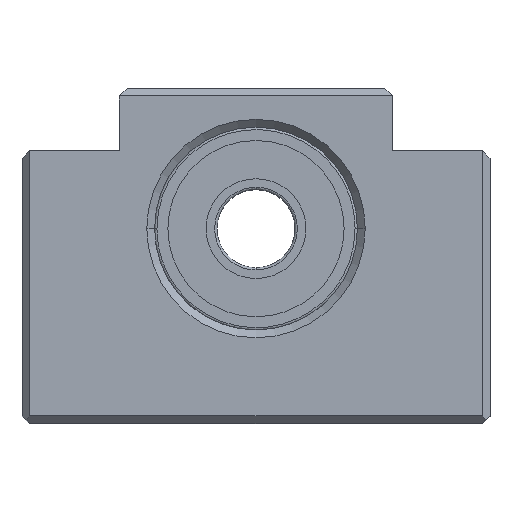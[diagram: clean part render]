
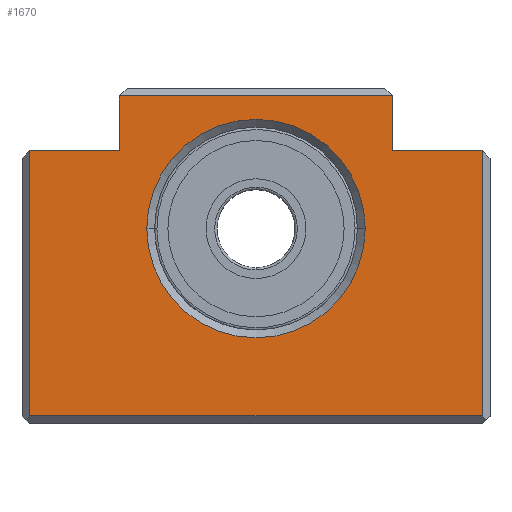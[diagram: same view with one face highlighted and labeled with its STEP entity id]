
A CAD part, top view. The second image highlights one B-rep face of the part: STEP entity #1670.
In plain terms, the highlighted planar face has unit normal (0, 0, 1).
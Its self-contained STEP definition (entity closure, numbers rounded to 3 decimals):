
#14 = CARTESIAN_POINT ( 'NONE',  ( -29., 10., 0. ) ) ;
#25 = EDGE_CURVE ( 'NONE', #1995, #1865, #3105, .T. ) ;
#132 = EDGE_CURVE ( 'NONE', #1059, #2602, #1300, .T. ) ;
#203 = CARTESIAN_POINT ( 'NONE',  ( -16.5, 17., 0. ) ) ;
#219 = ORIENTED_EDGE ( 'NONE', *, *, #3322, .T. ) ;
#226 = DIRECTION ( 'NONE',  ( 0., 1., 0. ) ) ;
#279 = AXIS2_PLACEMENT_3D ( 'NONE', #677, #310, #3606 ) ;
#302 = CARTESIAN_POINT ( 'NONE',  ( 0., 0., 0. ) ) ;
#310 = DIRECTION ( 'NONE',  ( 0., 0., -1. ) ) ;
#339 = CARTESIAN_POINT ( 'NONE',  ( 29., -24., 0. ) ) ;
#367 = LINE ( 'NONE', #3662, #1616 ) ;
#371 = LINE ( 'NONE', #3664, #1314 ) ;
#396 = VERTEX_POINT ( 'NONE', #453 ) ;
#453 = CARTESIAN_POINT ( 'NONE',  ( -17.5, 10., 0. ) ) ;
#459 = ORIENTED_EDGE ( 'NONE', *, *, #2963, .T. ) ;
#460 = LINE ( 'NONE', #1661, #3590 ) ;
#472 = ORIENTED_EDGE ( 'NONE', *, *, #2724, .T. ) ;
#574 = LINE ( 'NONE', #203, #2451 ) ;
#588 = CIRCLE ( 'NONE', #279, 14. ) ;
#598 = CARTESIAN_POINT ( 'NONE',  ( 17.5, 17., 0. ) ) ;
#659 = ORIENTED_EDGE ( 'NONE', *, *, #132, .T. ) ;
#667 = VECTOR ( 'NONE', #2358, 1000. ) ;
#677 = CARTESIAN_POINT ( 'NONE',  ( 0., 0., 0. ) ) ;
#764 = EDGE_CURVE ( 'NONE', #2602, #1059, #588, .T. ) ;
#766 = AXIS2_PLACEMENT_3D ( 'NONE', #302, #3210, #2842 ) ;
#794 = ORIENTED_EDGE ( 'NONE', *, *, #1095, .T. ) ;
#801 = DIRECTION ( 'NONE',  ( 0., -1., 0. ) ) ;
#849 = ORIENTED_EDGE ( 'NONE', *, *, #25, .T. ) ;
#893 = VERTEX_POINT ( 'NONE', #2076 ) ;
#958 = CARTESIAN_POINT ( 'NONE',  ( 29., 10., 0. ) ) ;
#1059 = VERTEX_POINT ( 'NONE', #3609 ) ;
#1095 = EDGE_CURVE ( 'NONE', #2337, #1974, #1363, .T. ) ;
#1177 = CARTESIAN_POINT ( 'NONE',  ( -29., -24., 0. ) ) ;
#1189 = CARTESIAN_POINT ( 'NONE',  ( -29., -24., 0. ) ) ;
#1190 = CARTESIAN_POINT ( 'NONE',  ( 17.5, 17., 0. ) ) ;
#1266 = DIRECTION ( 'NONE',  ( -1., 0., 0. ) ) ;
#1300 = CIRCLE ( 'NONE', #766, 14. ) ;
#1314 = VECTOR ( 'NONE', #3291, 1000. ) ;
#1363 = LINE ( 'NONE', #598, #1733 ) ;
#1415 = EDGE_CURVE ( 'NONE', #2464, #2533, #1571, .T. ) ;
#1571 = LINE ( 'NONE', #1189, #3025 ) ;
#1616 = VECTOR ( 'NONE', #3287, 1000. ) ;
#1661 = CARTESIAN_POINT ( 'NONE',  ( 17.5, 10., 0. ) ) ;
#1670 = ADVANCED_FACE ( 'NONE', ( #2668, #2300 ), #3546, .F. ) ;
#1685 = DIRECTION ( 'NONE',  ( -1., 0., 0. ) ) ;
#1733 = VECTOR ( 'NONE', #226, 1000. ) ;
#1755 = ORIENTED_EDGE ( 'NONE', *, *, #764, .T. ) ;
#1829 = ORIENTED_EDGE ( 'NONE', *, *, #2990, .T. ) ;
#1865 = VERTEX_POINT ( 'NONE', #958 ) ;
#1974 = VERTEX_POINT ( 'NONE', #1190 ) ;
#1980 = DIRECTION ( 'NONE',  ( 0., -1., 0. ) ) ;
#1995 = VERTEX_POINT ( 'NONE', #339 ) ;
#2058 = DIRECTION ( 'NONE',  ( 0., 0., -1. ) ) ;
#2076 = CARTESIAN_POINT ( 'NONE',  ( -17.5, 17., 0. ) ) ;
#2300 = FACE_OUTER_BOUND ( 'NONE', #2688, .T. ) ;
#2337 = VERTEX_POINT ( 'NONE', #3642 ) ;
#2341 = CARTESIAN_POINT ( 'NONE',  ( -17.5, 17., 0. ) ) ;
#2358 = DIRECTION ( 'NONE',  ( 0., 1., 0. ) ) ;
#2383 = ORIENTED_EDGE ( 'NONE', *, *, #1415, .T. ) ;
#2410 = EDGE_CURVE ( 'NONE', #2533, #1995, #367, .T. ) ;
#2417 = CARTESIAN_POINT ( 'NONE',  ( 0., 0., 0. ) ) ;
#2451 = VECTOR ( 'NONE', #3486, 1000. ) ;
#2464 = VERTEX_POINT ( 'NONE', #14 ) ;
#2533 = VERTEX_POINT ( 'NONE', #1177 ) ;
#2602 = VERTEX_POINT ( 'NONE', #2867 ) ;
#2668 = FACE_BOUND ( 'NONE', #3575, .T. ) ;
#2688 = EDGE_LOOP ( 'NONE', ( #459, #2383, #3650, #849, #472, #794, #1829, #219 ) ) ;
#2715 = LINE ( 'NONE', #2341, #3498 ) ;
#2724 = EDGE_CURVE ( 'NONE', #1865, #2337, #460, .T. ) ;
#2735 = CARTESIAN_POINT ( 'NONE',  ( 29., 9., 0. ) ) ;
#2842 = DIRECTION ( 'NONE',  ( -1., 0., 0. ) ) ;
#2867 = CARTESIAN_POINT ( 'NONE',  ( 14., 0., 0. ) ) ;
#2963 = EDGE_CURVE ( 'NONE', #396, #2464, #371, .T. ) ;
#2990 = EDGE_CURVE ( 'NONE', #1974, #893, #574, .T. ) ;
#3025 = VECTOR ( 'NONE', #801, 1000. ) ;
#3046 = AXIS2_PLACEMENT_3D ( 'NONE', #2417, #2058, #1685 ) ;
#3105 = LINE ( 'NONE', #2735, #667 ) ;
#3210 = DIRECTION ( 'NONE',  ( 0., 0., -1. ) ) ;
#3287 = DIRECTION ( 'NONE',  ( 1., 0., 0. ) ) ;
#3291 = DIRECTION ( 'NONE',  ( -1., 0., 0. ) ) ;
#3322 = EDGE_CURVE ( 'NONE', #893, #396, #2715, .T. ) ;
#3486 = DIRECTION ( 'NONE',  ( -1., 0., 0. ) ) ;
#3498 = VECTOR ( 'NONE', #1980, 1000. ) ;
#3546 = PLANE ( 'NONE',  #3046 ) ;
#3575 = EDGE_LOOP ( 'NONE', ( #1755, #659 ) ) ;
#3590 = VECTOR ( 'NONE', #1266, 1000. ) ;
#3606 = DIRECTION ( 'NONE',  ( -1., 0., 0. ) ) ;
#3609 = CARTESIAN_POINT ( 'NONE',  ( -14., 0., 0. ) ) ;
#3642 = CARTESIAN_POINT ( 'NONE',  ( 17.5, 10., 0. ) ) ;
#3650 = ORIENTED_EDGE ( 'NONE', *, *, #2410, .T. ) ;
#3662 = CARTESIAN_POINT ( 'NONE',  ( 29., -24., 0. ) ) ;
#3664 = CARTESIAN_POINT ( 'NONE',  ( -29., 10., 0. ) ) ;
